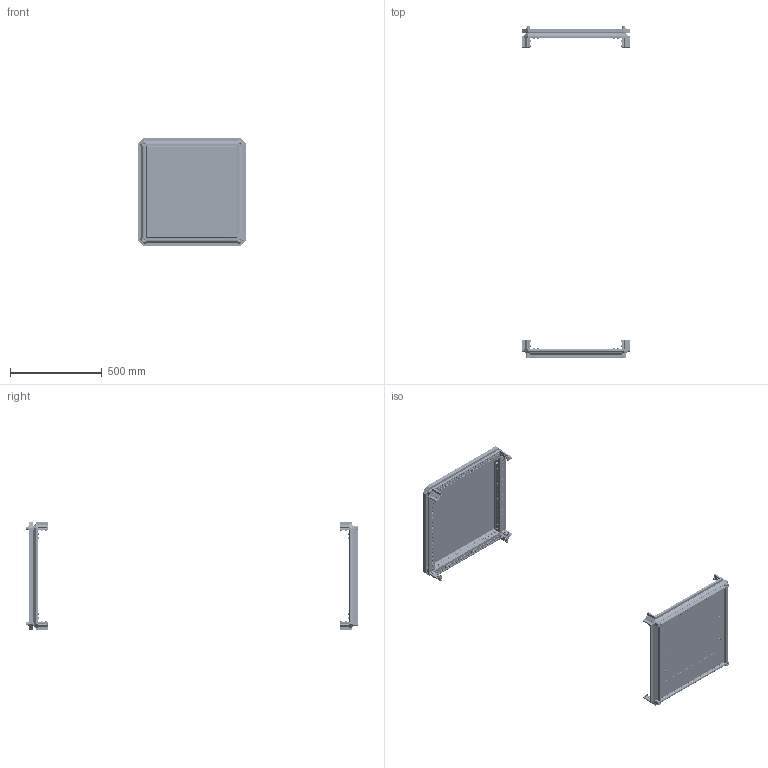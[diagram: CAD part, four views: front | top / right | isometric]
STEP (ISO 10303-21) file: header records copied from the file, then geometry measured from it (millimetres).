
FILE_DESCRIPTION (( 'STEP AP203' ), '1' );
FILE_NAME ('MA1.101.060620.00.00 AleSta-RB66 Êîìïëåêò êðûøà è îñíîâàíèå.STEP', '2024-02-06T10:03:59', ( '' ), ( '' ), 'SwSTEP 2.0', 'SolidWorks 2021', '' );
FILE_SCHEMA (( 'CONFIG_CONTROL_DESIGN' ));
Length unit declared in the file: millimetre
Products named in the file (18): MA1.100.060620.00.01 Ñîåäèíèòåëü óãëîâîé_00; MA1.101.060620.10.00 ﾊ 600x600_600x600; 7380-2 ISO Âèíòû ñ ïîëóêðóãëîé ãîëîâêîé ñ ôëàíöåì ñ âíóòðåííèì øåñòèãðàííèêîì Ì4õ10; ﾘ琺矜 65ﾃ 019 ﾃﾎﾑﾒ 6402-70_12; MA1.101.060620.00.02 Ïðîôèëü ïîïåðå÷íûé ñâàðíîé_01 L=498 (˜=600); MA1.101.060620.00.00 AleSta-RB66 Êîìïëåêò êðûøà è îñíîâàíèå; Âèíò ðåçüáîâûäàâëèâàþùèé Ì6õ12 DIN 7500E_00; MA1.101.060620.20.02 Çàêðûòèå íèæíåé ïàíåëè 600õ600_600å600; Óïëîòíèòåëü ïàíåëè íèæíåé_ 600å600; MA1.101.060620.20.01 Ïîëîòíî íèæíåé ïàíåëè 600õ600_600å600; Øïèëüêà Ì6õ12_˜¯¨«ìª  Œ6å12; Øàéáà ñòîïîðíàÿ ñ íàðóæíûìè çóáöàìè SCHNORR, òèï VS öèíêîâûå õëîïüÿ Ì6 O6,4 ART 88121; ﾇﾀﾊﾋﾅﾏﾊﾀ ﾃﾀﾅﾗﾍﾀﾟ ﾘﾅﾑﾒﾈﾃﾐﾀﾍﾍﾀﾟ ﾑ ﾓﾌﾅﾍﾜﾘﾅﾍﾍﾛﾌ ﾁﾎﾐﾒﾎﾌ M4 X 11 (0.5-2.5 ﾌﾌ) HEX U-S ﾖﾈﾍﾊ; Âèíò ñ âí. øåñòèãðàííèêîì M12 DIN912_•30; MA1.101.060620.10.01 Ïîëîòíî êðûøè 600õ600_600å600; ﾘ琺矜 01.019 ﾃﾎﾑﾒ11371-78_12; Âèíò_ðåçüáîâûäàâëèâàþùèé_Ì5õ12_DIN 7500E_Œ5å12; MA1.101.060620.20.00 Íèæíÿÿ ïàíåëü 600õ600_600å600
Assembly tree (247 placements, depth 3):
  MA1.101.060620.00.00 AleSta-RB66 Êîìïëåêò êðûøà è îñíîâàíèå
    MA1.101.060620.00.02 Ïðîôèëü ïîïåðå÷íûé ñâàðíîé_01 L=498 (˜=600)  x8
    MA1.101.060620.10.00 ﾊ 600x600_600x600
      MA1.101.060620.10.01 Ïîëîòíî êðûøè 600õ600_600å600
      Øïèëüêà Ì6õ12_˜¯¨«ìª  Œ6å12  x4
      Óïëîòíèòåëü ïàíåëè íèæíåé_ 600å600
    MA1.101.060620.20.00 Íèæíÿÿ ïàíåëü 600õ600_600å600
      MA1.101.060620.20.01 Ïîëîòíî íèæíåé ïàíåëè 600õ600_600å600
      ﾇﾀﾊﾋﾅﾏﾊﾀ ﾃﾀﾅﾗﾍﾀﾟ ﾘﾅﾑﾒﾈﾃﾐﾀﾍﾍﾀﾟ ﾑ ﾓﾌﾅﾍﾜﾘﾅﾍﾍﾛﾌ ﾁﾎﾐﾒﾎﾌ M4 X 11 (0.5-2.5 ﾌﾌ) HEX U-S ﾖﾈﾍﾊ  x4
      MA1.101.060620.20.02 Çàêðûòèå íèæíåé ïàíåëè 600õ600_600å600  x2
      7380-2 ISO Âèíòû ñ ïîëóêðóãëîé ãîëîâêîé ñ ôëàíöåì ñ âíóòðåííèì øåñòèãðàííèêîì Ì4õ10  x4
    Âèíò_ðåçüáîâûäàâëèâàþùèé_Ì5õ12_DIN 7500E_Œ5å12  x8
    MA1.100.060620.00.01 Ñîåäèíèòåëü óãëîâîé_00  x8
    Âèíò ñ âí. øåñòèãðàííèêîì M12 DIN912_•30  x4
    Âèíò ðåçüáîâûäàâëèâàþùèé Ì6õ12 DIN 7500E_00  x96
    ﾘ琺矜 01.019 ﾃﾎﾑﾒ11371-78_12  x4
    ﾘ琺矜 65ﾃ 019 ﾃﾎﾑﾒ 6402-70_12  x4
    Øàéáà ñòîïîðíàÿ ñ íàðóæíûìè çóáöàìè SCHNORR, òèï VS öèíêîâûå õëîïüÿ Ì6 O6,4 ART 88121  x96
Bounding box: 592 x 1810.9 x 592 mm (x, y, z)
Volume: 3084725.5 mm3; surface area: 3159556.6 mm2
Topology: 245 solids, 245 shells, 12782 faces, 33168 edges, 20912 vertices
Faces by surface type: plane 9486, cylinder 2448, cone 552, bspline 248, torus 48
Entity records: 50771 total; most frequent: CARTESIAN_POINT 10833, DIRECTION 6610, ORIENTED_EDGE 6422, EDGE_CURVE 3211, VECTOR 2366, LINE 2366, AXIS2_PLACEMENT_3D 2122, VERTEX_POINT 1943
